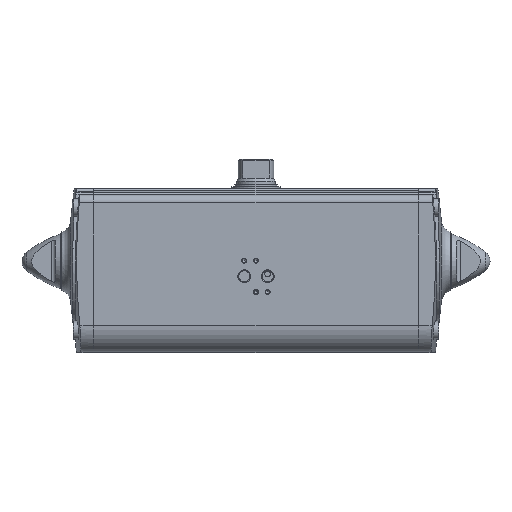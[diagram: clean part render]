
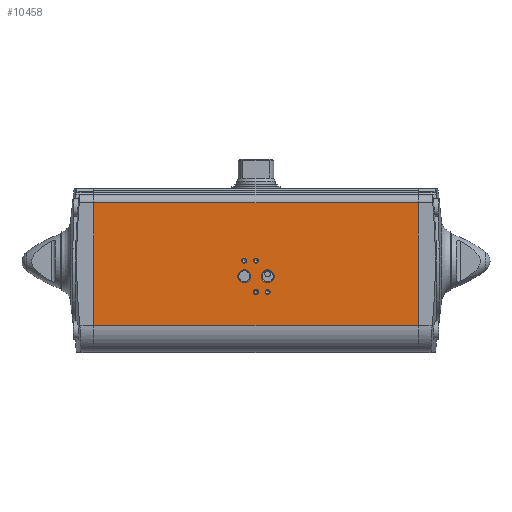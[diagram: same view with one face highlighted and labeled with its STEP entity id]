
A CAD part, top view. The second image highlights one B-rep face of the part: STEP entity #10458.
In plain terms, the highlighted planar face has unit normal (0, 0, 1).
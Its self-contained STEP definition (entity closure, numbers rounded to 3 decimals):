
#569=CIRCLE('',#11085,6.579);
#570=CIRCLE('',#11086,2.5);
#571=CIRCLE('',#11087,2.5);
#572=CIRCLE('',#11088,2.5);
#573=CIRCLE('',#11089,2.5);
#574=CIRCLE('',#11090,6.579);
#1267=ORIENTED_EDGE('',*,*,#3237,.T.);
#1268=ORIENTED_EDGE('',*,*,#3238,.T.);
#1269=ORIENTED_EDGE('',*,*,#3239,.T.);
#1270=ORIENTED_EDGE('',*,*,#3240,.T.);
#1271=ORIENTED_EDGE('',*,*,#3241,.T.);
#1272=ORIENTED_EDGE('',*,*,#3242,.T.);
#1273=ORIENTED_EDGE('',*,*,#3048,.T.);
#1274=ORIENTED_EDGE('',*,*,#3243,.F.);
#1275=ORIENTED_EDGE('',*,*,#2997,.F.);
#1276=ORIENTED_EDGE('',*,*,#3244,.T.);
#2997=EDGE_CURVE('',#3994,#3995,#4661,.T.);
#3048=EDGE_CURVE('',#4033,#4032,#4668,.T.);
#3237=EDGE_CURVE('',#4202,#4202,#569,.T.);
#3238=EDGE_CURVE('',#4203,#4203,#570,.T.);
#3239=EDGE_CURVE('',#4204,#4204,#571,.T.);
#3240=EDGE_CURVE('',#4205,#4205,#572,.T.);
#3241=EDGE_CURVE('',#4206,#4206,#573,.T.);
#3242=EDGE_CURVE('',#4207,#4207,#574,.T.);
#3243=EDGE_CURVE('',#3995,#4032,#4739,.T.);
#3244=EDGE_CURVE('',#3994,#4033,#4740,.T.);
#3994=VERTEX_POINT('',#14377);
#3995=VERTEX_POINT('',#14379);
#4032=VERTEX_POINT('',#14467);
#4033=VERTEX_POINT('',#14469);
#4202=VERTEX_POINT('',#15250);
#4203=VERTEX_POINT('',#15252);
#4204=VERTEX_POINT('',#15254);
#4205=VERTEX_POINT('',#15256);
#4206=VERTEX_POINT('',#15258);
#4207=VERTEX_POINT('',#15260);
#4661=LINE('',#14378,#5193);
#4668=LINE('',#14468,#5200);
#4739=LINE('',#15261,#5271);
#4740=LINE('',#15262,#5272);
#5193=VECTOR('',#11986,1000.);
#5200=VECTOR('',#12083,1000.);
#5271=VECTOR('',#12312,1000.);
#5272=VECTOR('',#12313,1000.);
#5707=EDGE_LOOP('',(#1267));
#5708=EDGE_LOOP('',(#1268));
#5709=EDGE_LOOP('',(#1269));
#5710=EDGE_LOOP('',(#1270));
#5711=EDGE_LOOP('',(#1271));
#5712=EDGE_LOOP('',(#1272));
#5713=EDGE_LOOP('',(#1273,#1274,#1275,#1276));
#6329=FACE_BOUND('',#5707,.T.);
#6330=FACE_BOUND('',#5708,.T.);
#6331=FACE_BOUND('',#5709,.T.);
#6332=FACE_BOUND('',#5710,.T.);
#6333=FACE_BOUND('',#5711,.T.);
#6334=FACE_BOUND('',#5712,.T.);
#6335=FACE_BOUND('',#5713,.T.);
#6928=PLANE('',#11084);
#10458=ADVANCED_FACE('',(#6329,#6330,#6331,#6332,#6333,#6334,#6335),#6928,
 .F.);
#11084=AXIS2_PLACEMENT_3D('',#15248,#12298,#12299);
#11085=AXIS2_PLACEMENT_3D('',#15249,#12300,#12301);
#11086=AXIS2_PLACEMENT_3D('',#15251,#12302,#12303);
#11087=AXIS2_PLACEMENT_3D('',#15253,#12304,#12305);
#11088=AXIS2_PLACEMENT_3D('',#15255,#12306,#12307);
#11089=AXIS2_PLACEMENT_3D('',#15257,#12308,#12309);
#11090=AXIS2_PLACEMENT_3D('',#15259,#12310,#12311);
#11986=DIRECTION('',(0.,-1.,0.));
#12083=DIRECTION('',(0.,-1.,0.));
#12298=DIRECTION('',(0.,0.,-1.));
#12299=DIRECTION('',(-1.,0.,0.));
#12300=DIRECTION('',(0.,0.,-1.));
#12301=DIRECTION('',(-1.,0.,0.));
#12302=DIRECTION('',(0.,0.,-1.));
#12303=DIRECTION('',(-1.,0.,0.));
#12304=DIRECTION('',(0.,0.,-1.));
#12305=DIRECTION('',(-1.,0.,0.));
#12306=DIRECTION('',(0.,0.,-1.));
#12307=DIRECTION('',(-1.,0.,0.));
#12308=DIRECTION('',(0.,0.,-1.));
#12309=DIRECTION('',(-1.,0.,0.));
#12310=DIRECTION('',(0.,0.,-1.));
#12311=DIRECTION('',(-1.,0.,0.));
#12312=DIRECTION('',(-1.,0.,0.));
#12313=DIRECTION('',(-1.,0.,0.));
#14377=CARTESIAN_POINT('',(166.3,59.8,93.5));
#14378=CARTESIAN_POINT('',(166.3,59.8,93.5));
#14379=CARTESIAN_POINT('',(166.3,-66.,93.5));
#14467=CARTESIAN_POINT('',(-166.3,-66.,93.5));
#14468=CARTESIAN_POINT('',(-166.3,59.8,93.5));
#14469=CARTESIAN_POINT('',(-166.3,59.8,93.5));
#15248=CARTESIAN_POINT('',(166.3,59.8,93.5));
#15249=CARTESIAN_POINT('',(-12.,-15.5,93.5));
#15250=CARTESIAN_POINT('',(-18.579,-15.5,93.5));
#15251=CARTESIAN_POINT('',(-12.,0.5,93.5));
#15252=CARTESIAN_POINT('',(-14.5,0.5,93.5));
#15253=CARTESIAN_POINT('',(0.,0.5,93.5));
#15254=CARTESIAN_POINT('',(-2.5,0.5,93.5));
#15255=CARTESIAN_POINT('',(0.,-31.5,93.5));
#15256=CARTESIAN_POINT('',(-2.5,-31.5,93.5));
#15257=CARTESIAN_POINT('',(12.,-31.5,93.5));
#15258=CARTESIAN_POINT('',(9.5,-31.5,93.5));
#15259=CARTESIAN_POINT('',(12.,-15.5,93.5));
#15260=CARTESIAN_POINT('',(5.422,-15.5,93.5));
#15261=CARTESIAN_POINT('',(166.3,-66.,93.5));
#15262=CARTESIAN_POINT('',(166.3,59.8,93.5));
